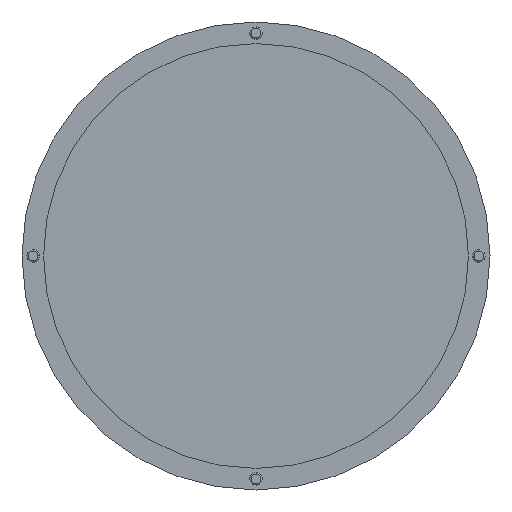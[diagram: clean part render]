
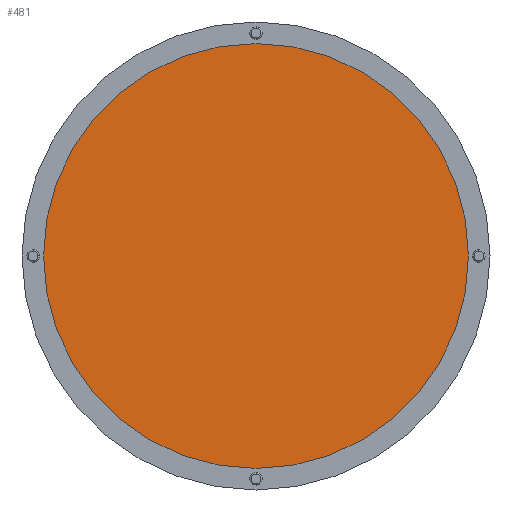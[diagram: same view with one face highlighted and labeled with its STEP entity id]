
A CAD part, front view. The second image highlights one B-rep face of the part: STEP entity #481.
In plain terms, the highlighted planar face has unit normal (0, -1, 0).
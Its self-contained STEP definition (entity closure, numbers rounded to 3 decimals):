
#20 = VERTEX_POINT ( 'NONE', #421 ) ;
#40 = DIRECTION ( 'NONE',  ( 0., 1., 0. ) ) ;
#66 = AXIS2_PLACEMENT_3D ( 'NONE', #498, #40, #572 ) ;
#102 = CIRCLE ( 'NONE', #483, 43.125 ) ;
#298 = DIRECTION ( 'NONE',  ( 0., 1., 0. ) ) ;
#421 = CARTESIAN_POINT ( 'NONE',  ( 0., 12., 43.125 ) ) ;
#441 = DIRECTION ( 'NONE',  ( 0., 0., 1. ) ) ;
#471 = AXIS2_PLACEMENT_3D ( 'NONE', #827, #298, #760 ) ;
#481 = ADVANCED_FACE ( 'NONE', ( #1073 ), #1036, .F. ) ;
#483 = AXIS2_PLACEMENT_3D ( 'NONE', #818, #642, #441 ) ;
#498 = CARTESIAN_POINT ( 'NONE',  ( 0., 12., 0. ) ) ;
#543 = EDGE_LOOP ( 'NONE', ( #645, #654 ) ) ;
#567 = EDGE_CURVE ( 'NONE', #1019, #20, #975, .T. ) ;
#572 = DIRECTION ( 'NONE',  ( 0., 0., 1. ) ) ;
#642 = DIRECTION ( 'NONE',  ( 0., 1., 0. ) ) ;
#645 = ORIENTED_EDGE ( 'NONE', *, *, #894, .F. ) ;
#654 = ORIENTED_EDGE ( 'NONE', *, *, #567, .F. ) ;
#668 = CARTESIAN_POINT ( 'NONE',  ( 0., 12., -43.125 ) ) ;
#760 = DIRECTION ( 'NONE',  ( 0., 0., 1. ) ) ;
#818 = CARTESIAN_POINT ( 'NONE',  ( 0., 12., 0. ) ) ;
#827 = CARTESIAN_POINT ( 'NONE',  ( 0., 12., 0. ) ) ;
#894 = EDGE_CURVE ( 'NONE', #20, #1019, #102, .T. ) ;
#975 = CIRCLE ( 'NONE', #471, 43.125 ) ;
#1019 = VERTEX_POINT ( 'NONE', #668 ) ;
#1036 = PLANE ( 'NONE',  #66 ) ;
#1073 = FACE_OUTER_BOUND ( 'NONE', #543, .T. ) ;
